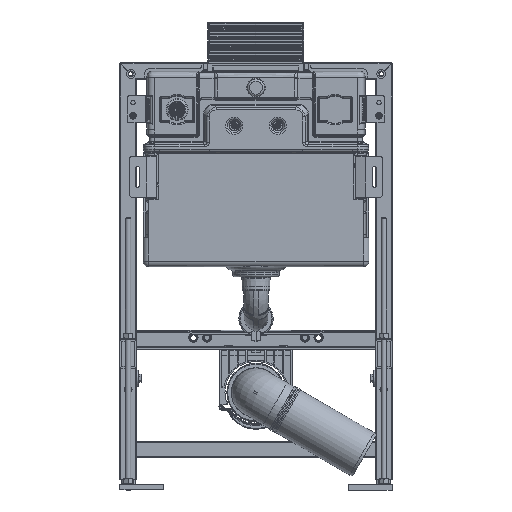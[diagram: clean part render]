
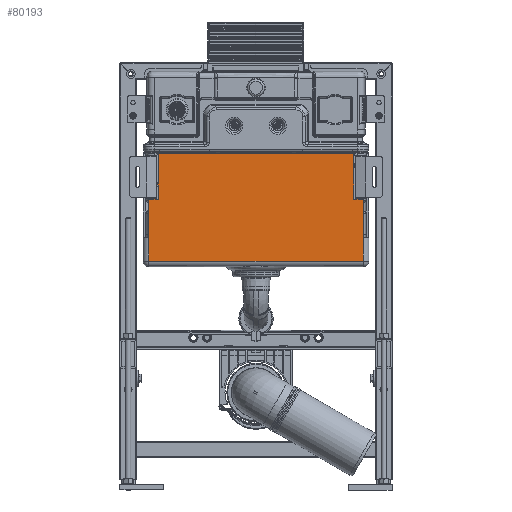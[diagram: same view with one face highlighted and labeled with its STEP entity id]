
A CAD part, left-side view. The second image highlights one B-rep face of the part: STEP entity #80193.
In plain terms, the highlighted planar face has unit normal (-1, 0, -0.008).
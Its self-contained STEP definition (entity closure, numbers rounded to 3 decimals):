
#13399=ORIENTED_EDGE('',*,*,#29547,.F.);
#13400=ORIENTED_EDGE('',*,*,#29559,.F.);
#13401=ORIENTED_EDGE('',*,*,#29560,.F.);
#13402=ORIENTED_EDGE('',*,*,#29561,.T.);
#13403=ORIENTED_EDGE('',*,*,#29514,.T.);
#13404=ORIENTED_EDGE('',*,*,#29562,.T.);
#13405=ORIENTED_EDGE('',*,*,#29497,.T.);
#13406=ORIENTED_EDGE('',*,*,#29563,.F.);
#13407=ORIENTED_EDGE('',*,*,#29509,.F.);
#13408=ORIENTED_EDGE('',*,*,#29510,.F.);
#29497=EDGE_CURVE('',#41777,#41782,#51142,.F.);
#29509=EDGE_CURVE('',#41791,#41789,#51154,.T.);
#29510=EDGE_CURVE('',#41792,#41791,#51155,.T.);
#29514=EDGE_CURVE('',#41795,#41774,#51159,.T.);
#29547=EDGE_CURVE('',#41824,#41792,#51184,.T.);
#29559=EDGE_CURVE('',#41835,#41824,#51193,.T.);
#29560=EDGE_CURVE('',#41836,#41835,#51194,.T.);
#29561=EDGE_CURVE('',#41836,#41795,#51195,.T.);
#29562=EDGE_CURVE('',#41774,#41777,#51196,.T.);
#29563=EDGE_CURVE('',#41789,#41782,#51197,.T.);
#41774=VERTEX_POINT('',#128285);
#41777=VERTEX_POINT('',#128300);
#41782=VERTEX_POINT('',#128321);
#41789=VERTEX_POINT('',#128341);
#41791=VERTEX_POINT('',#128345);
#41792=VERTEX_POINT('',#128349);
#41795=VERTEX_POINT('',#128357);
#41824=VERTEX_POINT('',#128421);
#41835=VERTEX_POINT('',#128446);
#41836=VERTEX_POINT('',#128448);
#51142=LINE('',#128322,#58282);
#51154=LINE('',#128346,#58294);
#51155=LINE('',#128348,#58295);
#51159=LINE('',#128356,#58299);
#51184=LINE('',#128422,#58324);
#51193=LINE('',#128445,#58333);
#51194=LINE('',#128447,#58334);
#51195=LINE('',#128449,#58335);
#51196=LINE('',#128450,#58336);
#51197=LINE('',#128451,#58337);
#58282=VECTOR('',#95496,1000.);
#58294=VECTOR('',#95514,1000.);
#58295=VECTOR('',#95517,1000.);
#58299=VECTOR('',#95523,1000.);
#58324=VECTOR('',#95570,1000.);
#58333=VECTOR('',#95587,1000.);
#58334=VECTOR('',#95588,1000.);
#58335=VECTOR('',#95589,1000.);
#58336=VECTOR('',#95590,1000.);
#58337=VECTOR('',#95591,1000.);
#64599=EDGE_LOOP('',(#13399,#13400,#13401,#13402,#13403,#13404,#13405,#13406,
#13407,#13408));
#68087=FACE_BOUND('',#64599,.T.);
#70940=PLANE('',#84328);
#80193=ADVANCED_FACE('',(#68087),#70940,.F.);
#84328=AXIS2_PLACEMENT_3D('',#128444,#95585,#95586);
#95496=DIRECTION('',(0.008,0.,-1.));
#95514=DIRECTION('',(0.,-1.,0.));
#95517=DIRECTION('',(0.008,0.,-1.));
#95523=DIRECTION('',(0.008,0.,-1.));
#95570=DIRECTION('',(0.,-1.,0.));
#95585=DIRECTION('',(1.,0.,0.008));
#95586=DIRECTION('',(0.,1.,0.));
#95587=DIRECTION('',(-0.008,0.,1.));
#95588=DIRECTION('',(0.,-1.,0.));
#95589=DIRECTION('',(0.008,0.,-1.));
#95590=DIRECTION('',(0.,-1.,0.));
#95591=DIRECTION('',(0.008,0.,-1.));
#128285=CARTESIAN_POINT('',(40.517,197.5,420.296));
#128300=CARTESIAN_POINT('',(40.517,-197.5,420.296));
#128321=CARTESIAN_POINT('',(40.17,-197.5,464.295));
#128322=CARTESIAN_POINT('',(38.958,-197.5,618.29));
#128341=CARTESIAN_POINT('',(39.619,-197.5,534.293));
#128345=CARTESIAN_POINT('',(39.619,-179.5,534.293));
#128346=CARTESIAN_POINT('',(39.619,207.5,534.293));
#128348=CARTESIAN_POINT('',(38.958,-179.5,618.29));
#128349=CARTESIAN_POINT('',(38.958,-179.5,618.29));
#128356=CARTESIAN_POINT('',(38.958,197.5,618.29));
#128357=CARTESIAN_POINT('',(40.17,197.5,464.295));
#128421=CARTESIAN_POINT('',(38.958,179.5,618.29));
#128422=CARTESIAN_POINT('',(38.958,207.5,618.29));
#128444=CARTESIAN_POINT('',(38.958,207.5,618.29));
#128445=CARTESIAN_POINT('',(38.958,179.5,618.29));
#128446=CARTESIAN_POINT('',(39.619,179.5,534.293));
#128447=CARTESIAN_POINT('',(39.619,207.5,534.293));
#128448=CARTESIAN_POINT('',(39.619,197.5,534.293));
#128449=CARTESIAN_POINT('',(38.958,197.5,618.29));
#128450=CARTESIAN_POINT('',(40.517,207.5,420.296));
#128451=CARTESIAN_POINT('',(38.958,-197.5,618.29));
